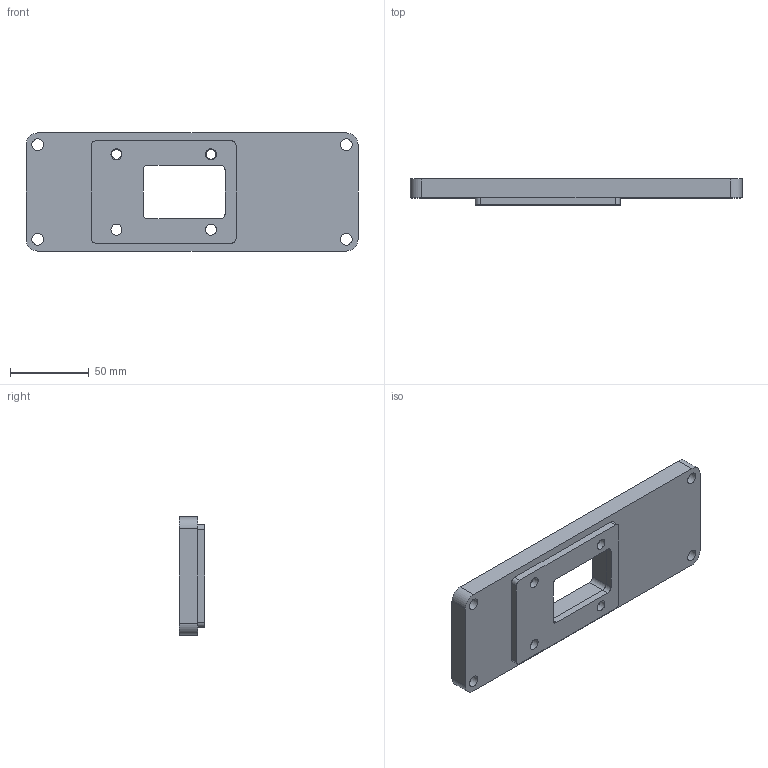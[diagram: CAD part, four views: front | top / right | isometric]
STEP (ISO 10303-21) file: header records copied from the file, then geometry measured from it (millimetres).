
FILE_DESCRIPTION(/* description */ ('STEP AP214'),/* implementation_level */ '2;1');
FILE_NAME(/* name */ 'ZCA35M-B1',/* time_stamp */ '2025-01-31T06:25:06+01:00',/* author */ ('License CC BY-ND 4.0'),/* organization */ ('CADENAS'),/* preprocessor_version */ 'ST-DEVELOPER v19.3',/* originating_system */ 'PARTsolutions',/* authorisation */ ' ');
FILE_SCHEMA (('AUTOMOTIVE_DESIGN {1 0 10303 214 3 1 1}'));
Length unit declared in the file: millimetre
Products named in the file (3): ZCA35M-B1; ZCA35M-B_mountingbase; ZCA35M-B_attachment
Assembly tree (2 placements, depth 2):
  ZCA35M-B1
    ZCA35M-B_mountingbase
    ZCA35M-B_attachment
Bounding box: 211 x 16.5 x 75 mm (x, y, z)
Volume: 180747.5 mm3; surface area: 49337.6 mm2
Topology: 2 solids, 2 shells, 56 faces, 152 edges, 104 vertices
Faces by surface type: cylinder 32, plane 24
Full cylindrical faces by diameter (mm): 6.2 x2, 7 x6, 7.5 x4, 11 x4
Entity records: 1783 total; most frequent: DIRECTION 310, CARTESIAN_POINT 283, ORIENTED_EDGE 256, EDGE_CURVE 128, AXIS2_PLACEMENT_3D 123, EDGE_LOOP 104, FACE_BOUND 104, VERTEX_POINT 96
